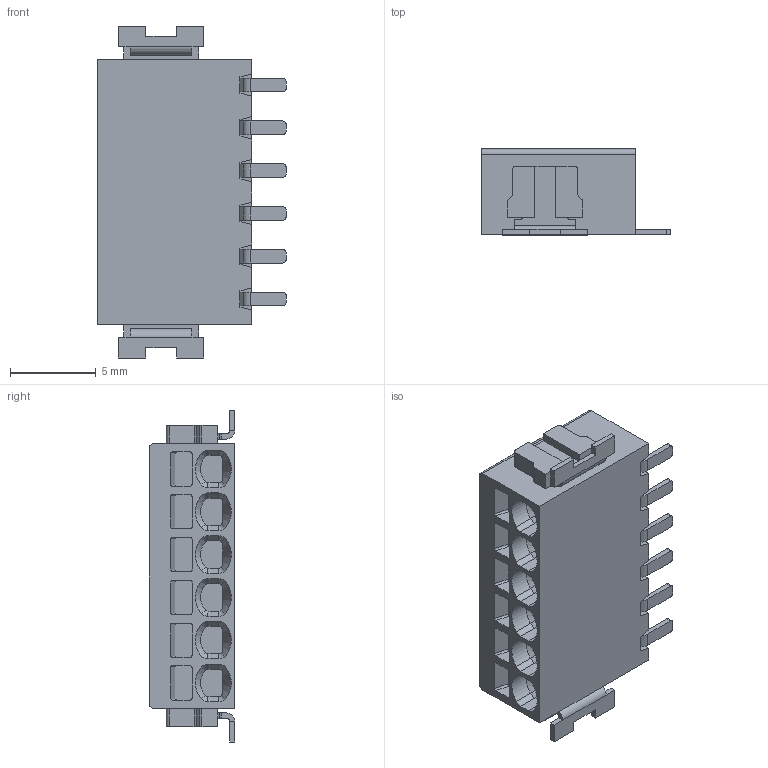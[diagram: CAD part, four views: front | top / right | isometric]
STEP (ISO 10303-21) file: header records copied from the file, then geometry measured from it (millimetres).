
FILE_DESCRIPTION (( 'STEP AP214' ), '1' );
FILE_NAME ('PHOENIX CONTACT 1814676.STEP', '2016-12-01T07:45:14', ( '' ), ( '' ), 'SwSTEP 2.0', 'SolidWorks 2014', '' );
FILE_SCHEMA (( 'AUTOMOTIVE_DESIGN' ));
Length unit declared in the file: inch
Products named in the file (2): PHOENIX CONTACT 1814676; ptsm_0.5-6-2.5_smd_h
Assembly tree (1 placements, depth 2):
  PHOENIX CONTACT 1814676
    ptsm_0.5-6-2.5_smd_h
Bounding box: 11 x 5 x 19.4 mm (x, y, z)
Volume: 628.6 mm3; surface area: 810.2 mm2
Topology: 1 solids, 1 shells, 498 faces, 1294 edges, 824 vertices
Faces by surface type: plane 268, cylinder 194, cone 36
Entity records: 21680 total; most frequent: CARTESIAN_POINT 2830, ORIENTED_EDGE 2588, DIRECTION 2572, EDGE_CURVE 1294, VECTOR 912, LINE 912, AXIS2_PLACEMENT_3D 830, VERTEX_POINT 824
